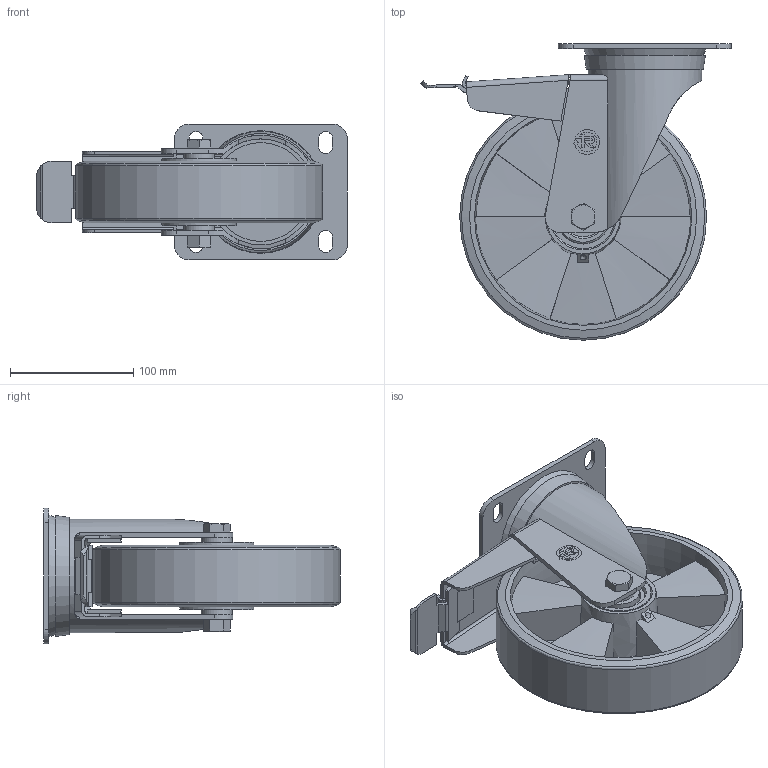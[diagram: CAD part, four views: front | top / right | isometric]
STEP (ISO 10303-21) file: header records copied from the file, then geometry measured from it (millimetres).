
FILE_DESCRIPTION( ( 'STEP AP214' ), ' ' );
FILE_NAME( '659706.stp', '2018-04-04T08:52:03', ( '' ), ( '' ), ' ', 'PARTsolutions', ' ' );
FILE_SCHEMA( ( 'AUTOMOTIVE_DESIGN { 1 0 10303 214 1 1 1 1 }' ) );
Length unit declared in the file: millimetre
Products named in the file (9): 659706; _653106; _Serie 65 AL S - 200-25; _SRP/M 200-140x110-b; _Bolt M12(25-200-50-80GREY); _Nut M12(200-50-25-60GREY); _20060140x1102405-bf; _Shaft 200-M12-50-25600; _Serie 65 AL HUB - 200-25
Assembly tree (9 placements, depth 2):
  659706
    _653106
    _Serie 65 AL S - 200-25
    _SRP/M 200-140x110-b
    _Bolt M12(25-200-50-80GREY)
    _Nut M12(200-50-25-60GREY)
    _20060140x1102405-bf
    _Shaft 200-M12-50-25600
    _Serie 65 AL HUB - 200-25  x2
Bounding box: 251.51 x 240 x 110 mm (x, y, z)
Volume: 901844.9 mm3; surface area: 318789.9 mm2
Topology: 9 solids, 9 shells, 413 faces, 1034 edges, 661 vertices
Faces by surface type: plane 242, cylinder 91, cone 57, torus 20, bspline 3
Full cylindrical faces by diameter (mm): 10.106 x1, 12 x4, 16.47 x1, 21 x1, 25 x3, 26 x1, 30 x1, 32.069 x1, 32.7 x4, 35.6 x4, 41.4 x4, 44.3 x4, 52 x4, 80 x1, 86 x1, 92 x1, 200 x1
Entity records: 15566 total; most frequent: CARTESIAN_POINT 3079, DIRECTION 1874, ORIENTED_EDGE 1864, EDGE_CURVE 932, AXIS2_PLACEMENT_3D 676, VERTEX_POINT 633, LINE 522, VECTOR 522
